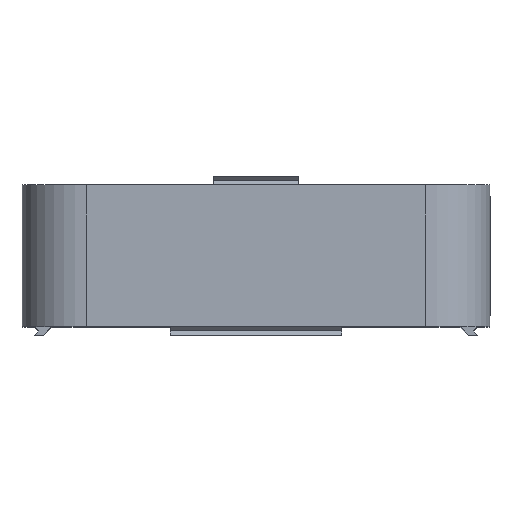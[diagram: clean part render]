
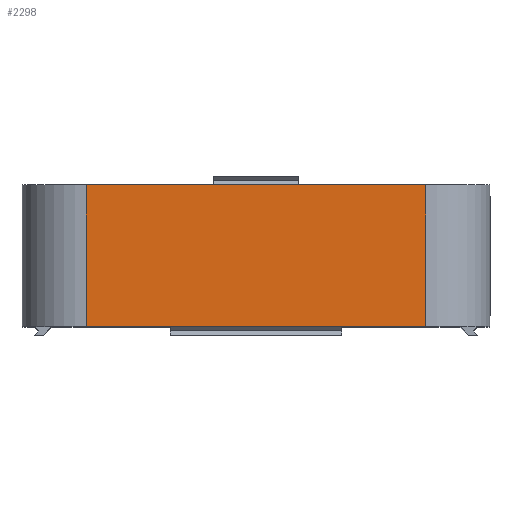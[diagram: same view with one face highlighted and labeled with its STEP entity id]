
A CAD part, top view. The second image highlights one B-rep face of the part: STEP entity #2298.
In plain terms, the highlighted planar face has unit normal (0, 0, 1).
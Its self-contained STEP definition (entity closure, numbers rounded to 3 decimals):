
#86 = EDGE_CURVE ( 'NONE', #1707, #1978, #867, .T. ) ;
#135 = VECTOR ( 'NONE', #750, 1000. ) ;
#226 = VECTOR ( 'NONE', #694, 1000. ) ;
#286 = EDGE_LOOP ( 'NONE', ( #931, #2501, #1529, #2212 ) ) ;
#374 = VECTOR ( 'NONE', #2016, 1000. ) ;
#405 = EDGE_CURVE ( 'NONE', #1978, #1468, #861, .T. ) ;
#456 = CARTESIAN_POINT ( 'NONE',  ( 0., 33., 40. ) ) ;
#691 = CARTESIAN_POINT ( 'NONE',  ( -39.5, 5., 40. ) ) ;
#694 = DIRECTION ( 'NONE',  ( 1., 0., 0. ) ) ;
#750 = DIRECTION ( 'NONE',  ( 0., -1., 0. ) ) ;
#806 = CARTESIAN_POINT ( 'NONE',  ( -39.5, 33., 40. ) ) ;
#861 = LINE ( 'NONE', #2207, #226 ) ;
#867 = LINE ( 'NONE', #691, #374 ) ;
#931 = ORIENTED_EDGE ( 'NONE', *, *, #405, .T. ) ;
#1007 = EDGE_CURVE ( 'NONE', #2176, #1468, #2508, .T. ) ;
#1052 = CARTESIAN_POINT ( 'NONE',  ( 39.5, 33., 40. ) ) ;
#1296 = PLANE ( 'NONE',  #1367 ) ;
#1329 = VECTOR ( 'NONE', #1550, 1000. ) ;
#1367 = AXIS2_PLACEMENT_3D ( 'NONE', #1690, #1479, #2233 ) ;
#1442 = LINE ( 'NONE', #456, #1329 ) ;
#1468 = VERTEX_POINT ( 'NONE', #1790 ) ;
#1479 = DIRECTION ( 'NONE',  ( 0., 0., -1. ) ) ;
#1529 = ORIENTED_EDGE ( 'NONE', *, *, #2192, .F. ) ;
#1550 = DIRECTION ( 'NONE',  ( 1., 0., 0. ) ) ;
#1651 = FACE_OUTER_BOUND ( 'NONE', #286, .T. ) ;
#1673 = CARTESIAN_POINT ( 'NONE',  ( -39.5, 0., 40. ) ) ;
#1690 = CARTESIAN_POINT ( 'NONE',  ( 0., 5., 40. ) ) ;
#1707 = VERTEX_POINT ( 'NONE', #806 ) ;
#1790 = CARTESIAN_POINT ( 'NONE',  ( 39.5, 0., 40. ) ) ;
#1978 = VERTEX_POINT ( 'NONE', #1673 ) ;
#2016 = DIRECTION ( 'NONE',  ( 0., -1., 0. ) ) ;
#2176 = VERTEX_POINT ( 'NONE', #1052 ) ;
#2192 = EDGE_CURVE ( 'NONE', #1707, #2176, #1442, .T. ) ;
#2207 = CARTESIAN_POINT ( 'NONE',  ( 0., 0., 40. ) ) ;
#2212 = ORIENTED_EDGE ( 'NONE', *, *, #86, .T. ) ;
#2233 = DIRECTION ( 'NONE',  ( -1., 0., 0. ) ) ;
#2298 = ADVANCED_FACE ( 'NONE', ( #1651 ), #1296, .F. ) ;
#2495 = CARTESIAN_POINT ( 'NONE',  ( 39.5, 5., 40. ) ) ;
#2501 = ORIENTED_EDGE ( 'NONE', *, *, #1007, .F. ) ;
#2508 = LINE ( 'NONE', #2495, #135 ) ;
